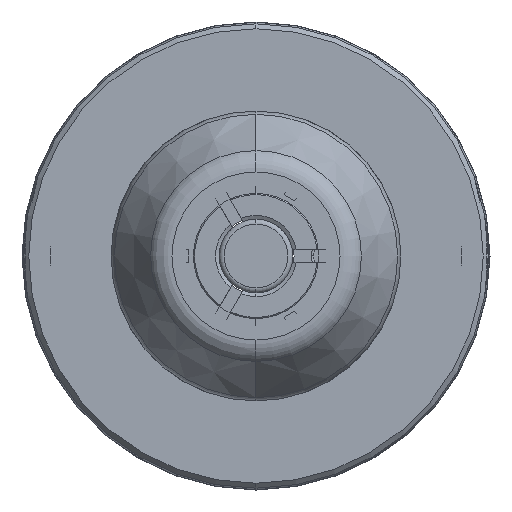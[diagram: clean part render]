
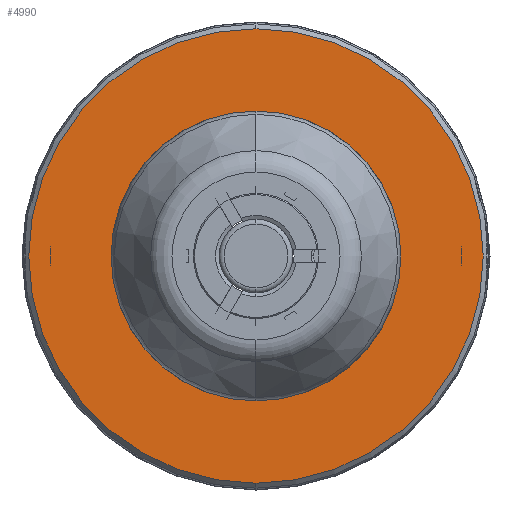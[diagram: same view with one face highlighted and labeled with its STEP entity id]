
A CAD part, left-side view. The second image highlights one B-rep face of the part: STEP entity #4990.
In plain terms, the highlighted planar face has unit normal (-1, 0, 0).
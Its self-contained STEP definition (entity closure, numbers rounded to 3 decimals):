
#12 = CARTESIAN_POINT ( 'NONE',  ( -2.4, 0., 0. ) ) ;
#358 = DIRECTION ( 'NONE',  ( -1., 0., 0. ) ) ;
#487 = EDGE_CURVE ( 'NONE', #6212, #4268, #5869, .T. ) ;
#501 = EDGE_LOOP ( 'NONE', ( #5525, #3352 ) ) ;
#563 = DIRECTION ( 'NONE',  ( 1., 0., 0. ) ) ;
#576 = DIRECTION ( 'NONE',  ( 0., 0., -1. ) ) ;
#826 = DIRECTION ( 'NONE',  ( -1., 0., 0. ) ) ;
#849 = DIRECTION ( 'NONE',  ( 0., 0., -1. ) ) ;
#985 = EDGE_LOOP ( 'NONE', ( #2243, #5965 ) ) ;
#1039 = FACE_BOUND ( 'NONE', #501, .T. ) ;
#1068 = CARTESIAN_POINT ( 'NONE',  ( -2.4, 0., 0. ) ) ;
#1114 = FACE_OUTER_BOUND ( 'NONE', #985, .T. ) ;
#1122 = AXIS2_PLACEMENT_3D ( 'NONE', #3298, #358, #849 ) ;
#1715 = CIRCLE ( 'NONE', #1122, 9.25 ) ;
#2196 = EDGE_CURVE ( 'NONE', #4196, #3889, #3410, .T. ) ;
#2243 = ORIENTED_EDGE ( 'NONE', *, *, #2713, .T. ) ;
#2244 = AXIS2_PLACEMENT_3D ( 'NONE', #2503, #563, #3996 ) ;
#2279 = CIRCLE ( 'NONE', #5149, 4.8 ) ;
#2503 = CARTESIAN_POINT ( 'NONE',  ( -2.4, 0., 0. ) ) ;
#2673 = AXIS2_PLACEMENT_3D ( 'NONE', #4241, #826, #3765 ) ;
#2697 = CARTESIAN_POINT ( 'NONE',  ( -2.4, 0., -4.8 ) ) ;
#2713 = EDGE_CURVE ( 'NONE', #4268, #6212, #1715, .T. ) ;
#2845 = CARTESIAN_POINT ( 'NONE',  ( -2.4, 0., -9.25 ) ) ;
#2952 = DIRECTION ( 'NONE',  ( 0., 0., -1. ) ) ;
#3298 = CARTESIAN_POINT ( 'NONE',  ( -2.4, 0., 0. ) ) ;
#3352 = ORIENTED_EDGE ( 'NONE', *, *, #2196, .T. ) ;
#3410 = CIRCLE ( 'NONE', #6020, 4.8 ) ;
#3765 = DIRECTION ( 'NONE',  ( 0., 0., -1. ) ) ;
#3889 = VERTEX_POINT ( 'NONE', #3914 ) ;
#3914 = CARTESIAN_POINT ( 'NONE',  ( -2.4, 0., 4.8 ) ) ;
#3996 = DIRECTION ( 'NONE',  ( 0., 0., -1. ) ) ;
#4007 = DIRECTION ( 'NONE',  ( 1., 0., 0. ) ) ;
#4076 = EDGE_CURVE ( 'NONE', #3889, #4196, #2279, .T. ) ;
#4196 = VERTEX_POINT ( 'NONE', #2697 ) ;
#4241 = CARTESIAN_POINT ( 'NONE',  ( -2.4, 0., 0. ) ) ;
#4268 = VERTEX_POINT ( 'NONE', #2845 ) ;
#4663 = CARTESIAN_POINT ( 'NONE',  ( -2.4, 0., 9.25 ) ) ;
#4990 = ADVANCED_FACE ( 'NONE', ( #1114, #1039 ), #5904, .F. ) ;
#5149 = AXIS2_PLACEMENT_3D ( 'NONE', #1068, #4007, #576 ) ;
#5525 = ORIENTED_EDGE ( 'NONE', *, *, #4076, .T. ) ;
#5869 = CIRCLE ( 'NONE', #2673, 9.25 ) ;
#5876 = DIRECTION ( 'NONE',  ( 1., 0., 0. ) ) ;
#5904 = PLANE ( 'NONE',  #2244 ) ;
#5965 = ORIENTED_EDGE ( 'NONE', *, *, #487, .T. ) ;
#6020 = AXIS2_PLACEMENT_3D ( 'NONE', #12, #5876, #2952 ) ;
#6212 = VERTEX_POINT ( 'NONE', #4663 ) ;
